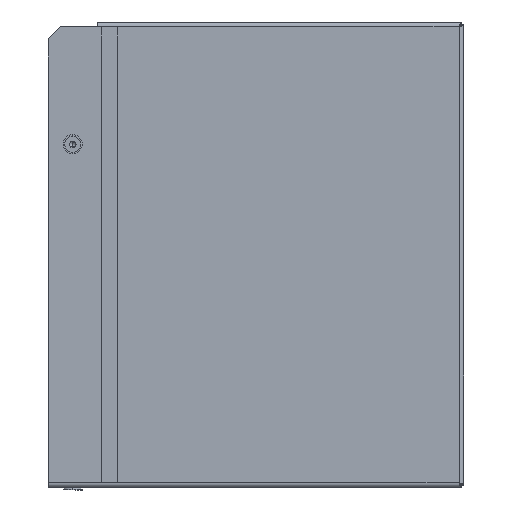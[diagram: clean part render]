
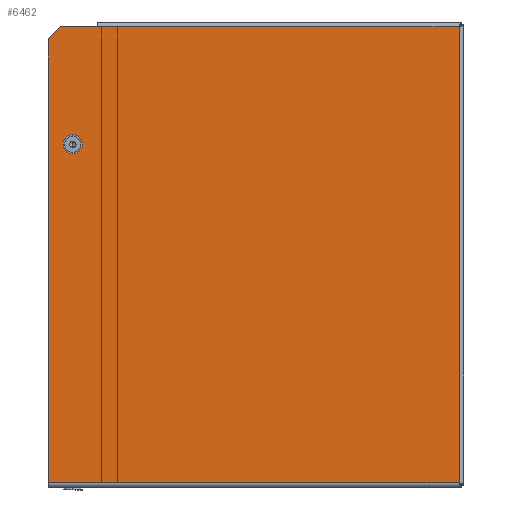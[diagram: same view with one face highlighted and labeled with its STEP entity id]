
A CAD part, left-side view. The second image highlights one B-rep face of the part: STEP entity #6462.
In plain terms, the highlighted face is planar.
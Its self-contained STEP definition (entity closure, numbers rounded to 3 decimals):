
#180 = DIRECTION ( 'NONE',  ( -1., 0., 0. ) ) ;
#333 = LINE ( 'NONE', #1823, #1220 ) ;
#448 = ORIENTED_EDGE ( 'NONE', *, *, #950, .F. ) ;
#571 = AXIS2_PLACEMENT_3D ( 'NONE', #1365, #6204, #2579 ) ;
#825 = CARTESIAN_POINT ( 'NONE',  ( -186.6, -168.06, 0. ) ) ;
#918 = AXIS2_PLACEMENT_3D ( 'NONE', #7432, #3306, #6251 ) ;
#950 = EDGE_CURVE ( 'NONE', #3690, #2687, #4546, .T. ) ;
#1220 = VECTOR ( 'NONE', #5397, 1000. ) ;
#1263 = ORIENTED_EDGE ( 'NONE', *, *, #6895, .F. ) ;
#1345 = CARTESIAN_POINT ( 'NONE',  ( -186.6, -168.06, 0. ) ) ;
#1365 = CARTESIAN_POINT ( 'NONE',  ( -90.475, 148.06, 0. ) ) ;
#1392 = LINE ( 'NONE', #3274, #4333 ) ;
#1416 = CARTESIAN_POINT ( 'NONE',  ( -176.6, 168.06, 0. ) ) ;
#1489 = DIRECTION ( 'NONE',  ( 0.707, 0.707, 0. ) ) ;
#1764 = FACE_OUTER_BOUND ( 'NONE', #2271, .T. ) ;
#1823 = CARTESIAN_POINT ( 'NONE',  ( -186.6, -168.06, 0. ) ) ;
#1860 = VERTEX_POINT ( 'NONE', #3541 ) ;
#1883 = ORIENTED_EDGE ( 'NONE', *, *, #3642, .T. ) ;
#1952 = LINE ( 'NONE', #1345, #4536 ) ;
#1985 = CARTESIAN_POINT ( 'NONE',  ( 186.6, -168.06, 0. ) ) ;
#2001 = EDGE_LOOP ( 'NONE', ( #1883, #3693 ) ) ;
#2041 = DIRECTION ( 'NONE',  ( 0., -1., 0. ) ) ;
#2271 = EDGE_LOOP ( 'NONE', ( #448, #4304, #1263, #4366, #5505, #3881 ) ) ;
#2579 = DIRECTION ( 'NONE',  ( -1., 0., 0. ) ) ;
#2687 = VERTEX_POINT ( 'NONE', #4732 ) ;
#3042 = EDGE_CURVE ( 'NONE', #3690, #3486, #1392, .T. ) ;
#3240 = VECTOR ( 'NONE', #3244, 1000. ) ;
#3244 = DIRECTION ( 'NONE',  ( 0., 1., 0. ) ) ;
#3274 = CARTESIAN_POINT ( 'NONE',  ( 5., 349.66, 0. ) ) ;
#3306 = DIRECTION ( 'NONE',  ( 0., 0., 1. ) ) ;
#3433 = EDGE_CURVE ( 'NONE', #1860, #5354, #3606, .T. ) ;
#3471 = DIRECTION ( 'NONE',  ( 0., 0., -1. ) ) ;
#3486 = VERTEX_POINT ( 'NONE', #1416 ) ;
#3541 = CARTESIAN_POINT ( 'NONE',  ( -83.975, 148.06, 0. ) ) ;
#3606 = CIRCLE ( 'NONE', #571, 6.5 ) ;
#3642 = EDGE_CURVE ( 'NONE', #5354, #1860, #7300, .T. ) ;
#3690 = VERTEX_POINT ( 'NONE', #5297 ) ;
#3693 = ORIENTED_EDGE ( 'NONE', *, *, #3433, .T. ) ;
#3795 = VERTEX_POINT ( 'NONE', #4764 ) ;
#3881 = ORIENTED_EDGE ( 'NONE', *, *, #5411, .T. ) ;
#4068 = PLANE ( 'NONE',  #5710 ) ;
#4117 = VERTEX_POINT ( 'NONE', #5567 ) ;
#4304 = ORIENTED_EDGE ( 'NONE', *, *, #3042, .T. ) ;
#4333 = VECTOR ( 'NONE', #1489, 1000. ) ;
#4366 = ORIENTED_EDGE ( 'NONE', *, *, #7455, .F. ) ;
#4536 = VECTOR ( 'NONE', #5405, 1000. ) ;
#4546 = LINE ( 'NONE', #825, #5022 ) ;
#4732 = CARTESIAN_POINT ( 'NONE',  ( -186.6, 128.065, 0. ) ) ;
#4764 = CARTESIAN_POINT ( 'NONE',  ( 186.6, 168.06, 0. ) ) ;
#4801 = LINE ( 'NONE', #5582, #5740 ) ;
#4896 = FACE_BOUND ( 'NONE', #2001, .T. ) ;
#4912 = EDGE_CURVE ( 'NONE', #4117, #6892, #1952, .T. ) ;
#5022 = VECTOR ( 'NONE', #2041, 1000. ) ;
#5297 = CARTESIAN_POINT ( 'NONE',  ( -186.6, 158.06, 0. ) ) ;
#5354 = VERTEX_POINT ( 'NONE', #7168 ) ;
#5397 = DIRECTION ( 'NONE',  ( 0., 1., 0. ) ) ;
#5405 = DIRECTION ( 'NONE',  ( 1., 0., 0. ) ) ;
#5411 = EDGE_CURVE ( 'NONE', #4117, #2687, #333, .T. ) ;
#5505 = ORIENTED_EDGE ( 'NONE', *, *, #4912, .F. ) ;
#5567 = CARTESIAN_POINT ( 'NONE',  ( -186.6, -168.06, 0. ) ) ;
#5582 = CARTESIAN_POINT ( 'NONE',  ( -186.6, 168.06, 0. ) ) ;
#5710 = AXIS2_PLACEMENT_3D ( 'NONE', #6441, #3471, #5924 ) ;
#5740 = VECTOR ( 'NONE', #180, 1000. ) ;
#5924 = DIRECTION ( 'NONE',  ( -1., 0., 0. ) ) ;
#6204 = DIRECTION ( 'NONE',  ( 0., 0., 1. ) ) ;
#6251 = DIRECTION ( 'NONE',  ( -1., 0., 0. ) ) ;
#6375 = CARTESIAN_POINT ( 'NONE',  ( 186.6, -168.06, 0. ) ) ;
#6441 = CARTESIAN_POINT ( 'NONE',  ( 186.6, 168.06, 0. ) ) ;
#6462 = ADVANCED_FACE ( 'NONE', ( #4896, #1764 ), #4068, .T. ) ;
#6892 = VERTEX_POINT ( 'NONE', #1985 ) ;
#6895 = EDGE_CURVE ( 'NONE', #3795, #3486, #4801, .T. ) ;
#7168 = CARTESIAN_POINT ( 'NONE',  ( -96.975, 148.06, 0. ) ) ;
#7297 = LINE ( 'NONE', #6375, #3240 ) ;
#7300 = CIRCLE ( 'NONE', #918, 6.5 ) ;
#7432 = CARTESIAN_POINT ( 'NONE',  ( -90.475, 148.06, 0. ) ) ;
#7455 = EDGE_CURVE ( 'NONE', #6892, #3795, #7297, .T. ) ;
